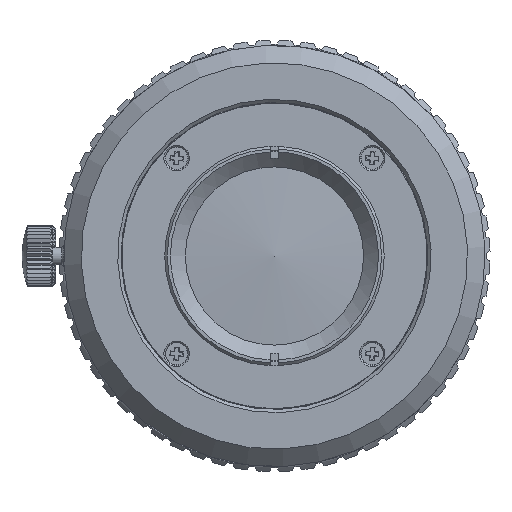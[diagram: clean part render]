
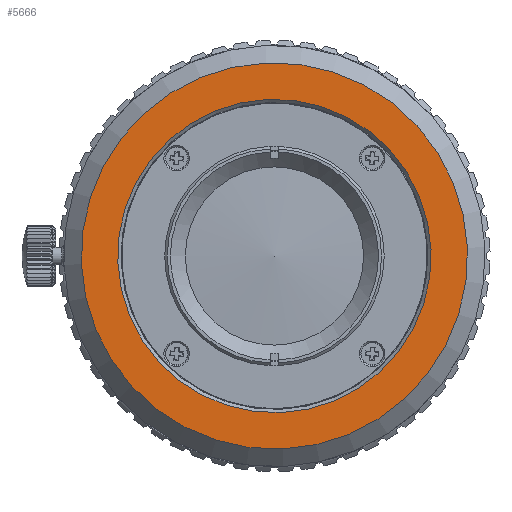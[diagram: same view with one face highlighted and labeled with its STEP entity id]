
A CAD part, left-side view. The second image highlights one B-rep face of the part: STEP entity #5666.
In plain terms, the highlighted planar face has unit normal (-1, 0, 0).
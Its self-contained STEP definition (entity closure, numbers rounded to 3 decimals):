
#3647=PLANE('',#24126);
#5666=ADVANCED_FACE('',(#6589,#6590),#3647,.T.);
#6184=CIRCLE('',#24114,17.85);
#6186=CIRCLE('',#24125,22.);
#6589=FACE_BOUND('',#7990,.T.);
#6590=FACE_BOUND('',#7991,.T.);
#7990=EDGE_LOOP('',(#14401));
#7991=EDGE_LOOP('',(#14402));
#14401=ORIENTED_EDGE('',*,*,#20930,.T.);
#14402=ORIENTED_EDGE('',*,*,#20958,.F.);
#17433=VERTEX_POINT('',#40568);
#17461=VERTEX_POINT('',#40711);
#20930=EDGE_CURVE('',#17433,#17433,#6184,.T.);
#20958=EDGE_CURVE('',#17461,#17461,#6186,.T.);
#24114=AXIS2_PLACEMENT_3D('',#40567,#27568,#27569);
#24125=AXIS2_PLACEMENT_3D('',#40710,#27590,#27591);
#24126=AXIS2_PLACEMENT_3D('',#40712,#27592,#27593);
#27568=DIRECTION('',(1.,0.,0.));
#27569=DIRECTION('',(0.,0.977,-0.215));
#27590=DIRECTION('',(1.,0.,0.));
#27591=DIRECTION('',(0.,0.977,-0.215));
#27592=DIRECTION('',(-1.,0.,0.));
#27593=DIRECTION('',(0.,0.977,-0.215));
#40567=CARTESIAN_POINT('',(-76.62,0.,0.));
#40568=CARTESIAN_POINT('',(-76.62,17.432,-3.84));
#40710=CARTESIAN_POINT('',(-76.62,0.,0.));
#40711=CARTESIAN_POINT('',(-76.62,21.485,-4.733));
#40712=CARTESIAN_POINT('',(-76.62,-18.427,28.84));
